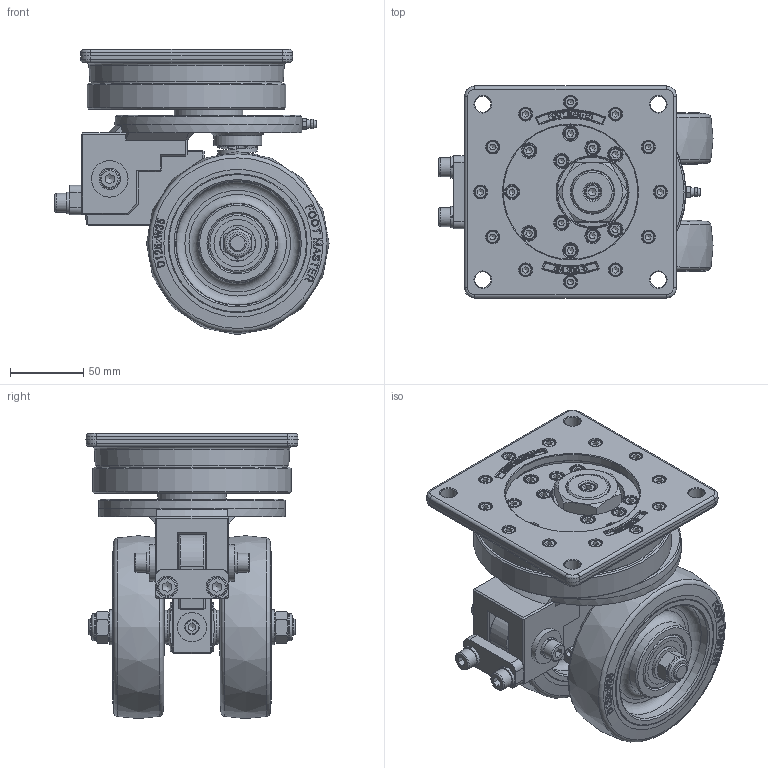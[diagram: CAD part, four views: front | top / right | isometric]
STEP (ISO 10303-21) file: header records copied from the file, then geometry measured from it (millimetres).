
FILE_DESCRIPTION(/* description */ (''),/* implementation_level */ '2;1');
FILE_NAME(/* name */ 'GAATSD-125-ASF-HUD.stp',/* time_stamp */ '2024-05-21T08:22:05+09:00',/* author */ ('admin'),/* organization */ (''),/* preprocessor_version */ 'ST-DEVELOPER v18.1',/* originating_system */ 'Autodesk Inventor 2021',/* authorisation */ '');
FILE_SCHEMA (('AUTOMOTIVE_DESIGN { 1 0 10303 214 3 1 1 }','MODEL_BASED_INTEGRATED_MANUFACTURING_SCHEMA'));
Products named in the file (1): GAATSD-125-ASF-HUD_Shrinkwrap_1
Bounding box: 187.5 x 145 x 195 mm (x, y, z)
Volume: 1724303.7 mm3; surface area: 261716.3 mm2
Topology: 1 solids, 4 shells, 1868 faces, 5019 edges, 3324 vertices
Faces by surface type: plane 980, bspline 434, cone 197, cylinder 166, torus 82, sphere 9
Full cylindrical faces by diameter (mm): 1 x1, 6 x1, 6.647 x1, 8 x4, 8.5 x23, 9 x4, 9.5 x23, 10 x3, 11 x6, 12 x2, 13 x4, 18.5 x2, 20 x2, 22 x2, 23 x2, 24 x2, 24.498 x1, 25 x2, 29 x1, 29.93 x1, 30.3 x1, 32.502 x1, 33 x1, 38 x2, 40 x4, 47 x1, 47.6 x1, 49 x1, 50 x1, 87 x4
Entity records: 72749 total; most frequent: CARTESIAN_POINT 28701, ORIENTED_EDGE 9974, DIRECTION 7097, EDGE_CURVE 4987, VERTEX_POINT 3324, AXIS2_PLACEMENT_3D 2449, LINE 2199, VECTOR 2199
